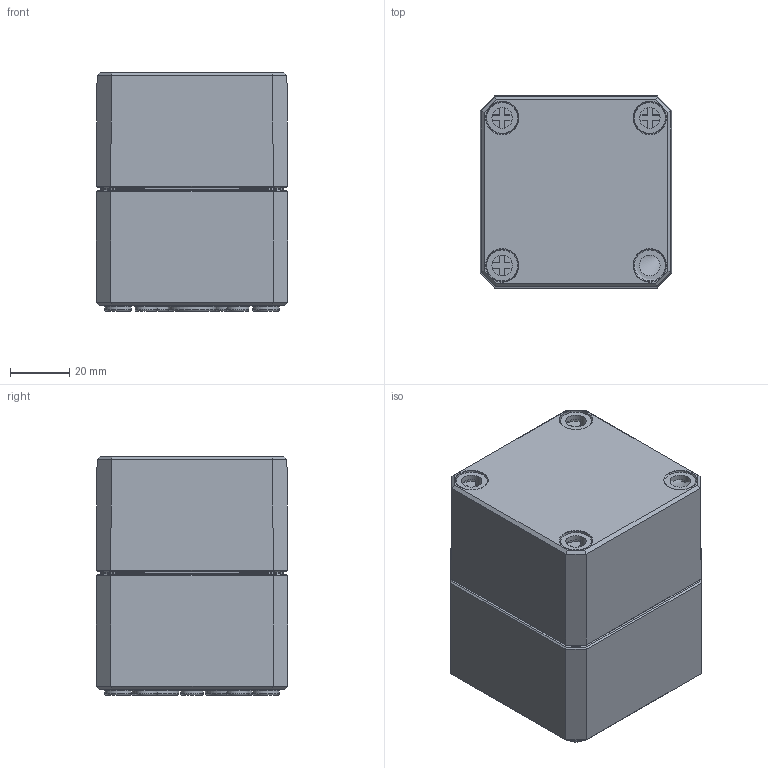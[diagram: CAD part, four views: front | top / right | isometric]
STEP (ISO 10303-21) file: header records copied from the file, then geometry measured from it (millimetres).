
FILE_DESCRIPTION(/* description */ (''),/* implementation_level */ '2;1');
FILE_NAME(/* name */ '0903107780 MBI 070708 OK.stp',/* time_stamp */ '2021-03-03T16:10:15+01:00',/* author */ ('alexander.rose'),/* organization */ (''),/* preprocessor_version */ 'ST-DEVELOPER v17.2',/* originating_system */ 'Autodesk Inventor 2019',/* authorisation */ '');
FILE_SCHEMA (('AUTOMOTIVE_DESIGN { 1 0 10303 214 3 1 1 }'));
Products named in the file (5): 0903107780 MBI 070708 OK; 0901107762-UT_070742 - O; Dichtung_070715; -OT_070739 Klar; Schraube _ M10 x 58 _ MBTK -
Assembly tree (7 placements, depth 2):
  0903107780 MBI 070708 OK
    0901107762-UT_070742 - O
    Dichtung_070715
    -OT_070739 Klar
    Schraube _ M10 x 58 _ MBTK -  x4
Bounding box: 65 x 65 x 80.8 mm (x, y, z)
Volume: 109625.4 mm3; surface area: 76199.1 mm2
Topology: 7 solids, 7 shells, 2075 faces, 5091 edges, 3176 vertices
Faces by surface type: plane 903, bspline 416, cylinder 338, torus 254, cone 148, sphere 16
Full cylindrical faces by diameter (mm): 4.5 x4, 5 x4, 5.8 x8, 6 x2, 7 x4, 8.376 x4, 10.5 x4
Entity records: 57621 total; most frequent: CARTESIAN_POINT 17249, ORIENTED_EDGE 8692, DIRECTION 7698, EDGE_CURVE 4346, AXIS2_PLACEMENT_3D 2749, VERTEX_POINT 2687, LINE 2200, VECTOR 2200
